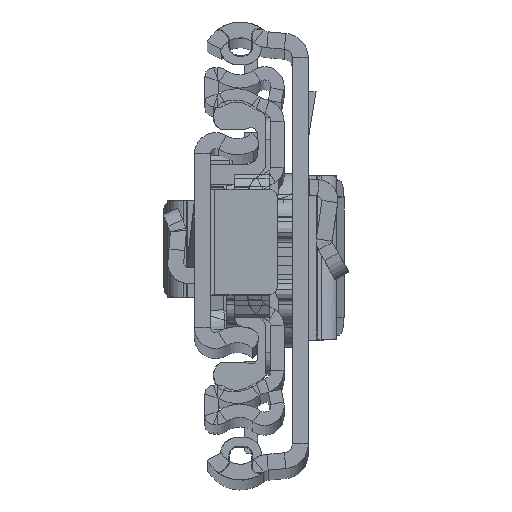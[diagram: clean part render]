
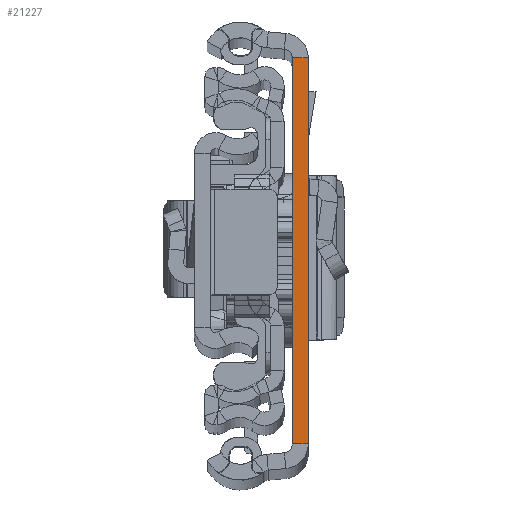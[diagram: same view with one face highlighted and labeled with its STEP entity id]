
A CAD part, top view. The second image highlights one B-rep face of the part: STEP entity #21227.
In plain terms, the highlighted planar face has unit normal (0, 0, 1).
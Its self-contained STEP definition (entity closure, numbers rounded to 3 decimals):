
#121 = EDGE_CURVE ( 'NONE', #1593, #18569, #5509, .T. ) ;
#509 = VECTOR ( 'NONE', #5220, 1000. ) ;
#1447 = ORIENTED_EDGE ( 'NONE', *, *, #15644, .T. ) ;
#1593 = VERTEX_POINT ( 'NONE', #10573 ) ;
#2588 = VECTOR ( 'NONE', #19884, 1000. ) ;
#2671 = DIRECTION ( 'NONE',  ( 0., 1., 0. ) ) ;
#3081 = LINE ( 'NONE', #10212, #509 ) ;
#3476 = LINE ( 'NONE', #6062, #2588 ) ;
#4656 = CARTESIAN_POINT ( 'NONE',  ( 0., 0., 0. ) ) ;
#5220 = DIRECTION ( 'NONE',  ( 1., 0., 0. ) ) ;
#5509 = LINE ( 'NONE', #4656, #10190 ) ;
#5951 = EDGE_LOOP ( 'NONE', ( #17671, #7142, #19502, #1447 ) ) ;
#6062 = CARTESIAN_POINT ( 'NONE',  ( 1.8, 0., 0. ) ) ;
#6723 = DIRECTION ( 'NONE',  ( 0., 0., -1. ) ) ;
#7142 = ORIENTED_EDGE ( 'NONE', *, *, #121, .F. ) ;
#7691 = LINE ( 'NONE', #26237, #16207 ) ;
#10190 = VECTOR ( 'NONE', #2671, 1000. ) ;
#10212 = CARTESIAN_POINT ( 'NONE',  ( 1.8, 21.867, 0. ) ) ;
#10573 = CARTESIAN_POINT ( 'NONE',  ( 0., -21.867, 0. ) ) ;
#11450 = FACE_OUTER_BOUND ( 'NONE', #5951, .T. ) ;
#12547 = CARTESIAN_POINT ( 'NONE',  ( 0., 21.867, 0. ) ) ;
#15644 = EDGE_CURVE ( 'NONE', #20589, #17126, #3476, .T. ) ;
#15881 = CARTESIAN_POINT ( 'NONE',  ( 1.8, 0., 0. ) ) ;
#16207 = VECTOR ( 'NONE', #26553, 1000. ) ;
#17126 = VERTEX_POINT ( 'NONE', #21424 ) ;
#17671 = ORIENTED_EDGE ( 'NONE', *, *, #22075, .F. ) ;
#18569 = VERTEX_POINT ( 'NONE', #12547 ) ;
#18865 = CARTESIAN_POINT ( 'NONE',  ( 1.8, -21.867, 0. ) ) ;
#19502 = ORIENTED_EDGE ( 'NONE', *, *, #26633, .T. ) ;
#19884 = DIRECTION ( 'NONE',  ( 0., 1., 0. ) ) ;
#20589 = VERTEX_POINT ( 'NONE', #18865 ) ;
#20733 = PLANE ( 'NONE',  #21224 ) ;
#21224 = AXIS2_PLACEMENT_3D ( 'NONE', #15881, #6723, #30005 ) ;
#21227 = ADVANCED_FACE ( 'NONE', ( #11450 ), #20733, .F. ) ;
#21424 = CARTESIAN_POINT ( 'NONE',  ( 1.8, 21.867, 0. ) ) ;
#22075 = EDGE_CURVE ( 'NONE', #18569, #17126, #3081, .T. ) ;
#26237 = CARTESIAN_POINT ( 'NONE',  ( 1.8, -21.867, 0. ) ) ;
#26553 = DIRECTION ( 'NONE',  ( 1., 0., 0. ) ) ;
#26633 = EDGE_CURVE ( 'NONE', #1593, #20589, #7691, .T. ) ;
#30005 = DIRECTION ( 'NONE',  ( 0., 1., 0. ) ) ;
